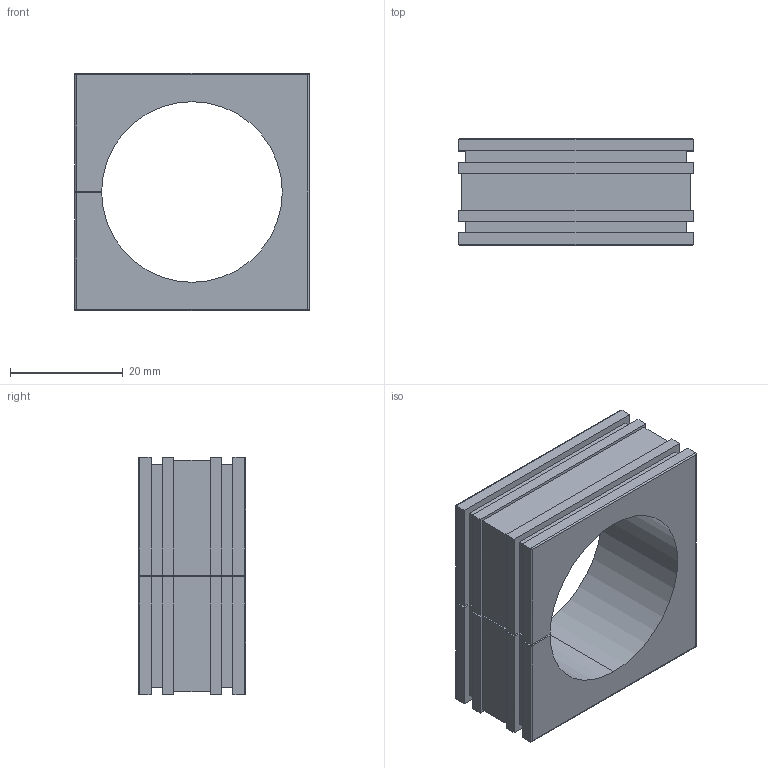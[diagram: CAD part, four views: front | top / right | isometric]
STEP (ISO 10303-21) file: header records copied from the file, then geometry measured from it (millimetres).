
FILE_DESCRIPTION(('STEP AP242'),'1');
FILE_NAME('41332.stp','2019-02-05T10:34:24',('TraceParts'),('TraceParts S.A.'),'Spatial InterOp 3D',' ',' ');
FILE_SCHEMA(('AP242_MANAGED_MODEL_BASED_3D_ENGINEERING_MIM_LF {1 0 10303 442 1 1 4}'));
Length unit declared in the file: millimetre
Products named in the file (1): 41332
Bounding box: 41.5 x 19 x 42 mm (x, y, z)
Volume: 16454.1 mm3; surface area: 7991.8 mm2
Topology: 1 solids, 1 shells, 92 faces, 253 edges, 166 vertices
Faces by surface type: plane 57, bspline 20, cylinder 15
Entity records: 3930 total; most frequent: CARTESIAN_POINT 1724, ORIENTED_EDGE 506, DIRECTION 365, EDGE_CURVE 253, LINE 191, VECTOR 191, VERTEX_POINT 166, EDGE_LOOP 95
